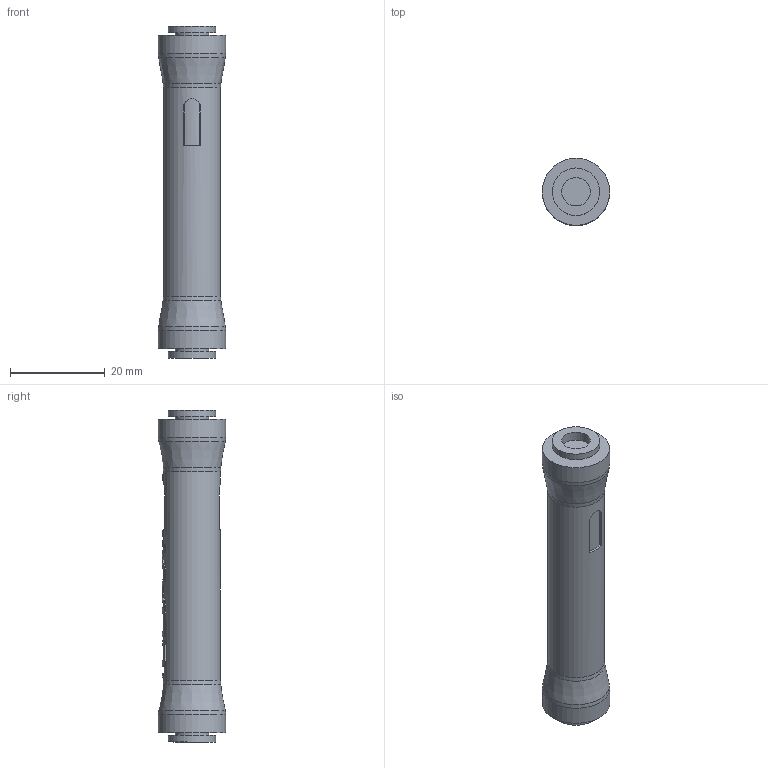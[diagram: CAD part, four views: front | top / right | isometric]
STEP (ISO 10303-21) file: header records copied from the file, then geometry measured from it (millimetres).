
FILE_DESCRIPTION(/* description */ ('Unknown'),/* implementation_level */ '2;1');
FILE_NAME(/* name */ '0122022',/* time_stamp */ '2019-10-09T14:38:41+02:00',/* author */ ('Unknown'),/* organization */ ('Unknown'),/* preprocessor_version */ 'ST-DEVELOPER v16.7',/* originating_system */ 'DEX',/* authorisation */ $);
FILE_SCHEMA (('AUTOMOTIVE_DESIGN {1 0 10303 214 3 1 1}'));
Length unit declared in the file: millimetre
Products named in the file (1): 0122022
Bounding box: 14.2 x 14.2 x 70 mm (x, y, z)
Volume: 8264.4 mm3; surface area: 3332.5 mm2
Topology: 1 solids, 1 shells, 135 faces, 334 edges, 222 vertices
Faces by surface type: plane 63, bspline 38, cylinder 24, cone 6, torus 4
Full cylindrical faces by diameter (mm): 6 x2, 7 x2, 10 x2, 12 x1, 14.2 x2
Entity records: 6609 total; most frequent: CARTESIAN_POINT 2807, ORIENTED_EDGE 622, DIRECTION 465, EDGE_CURVE 311, VERTEX_POINT 216, AXIS2_PLACEMENT_3D 177, EDGE_LOOP 173, FACE_BOUND 173
